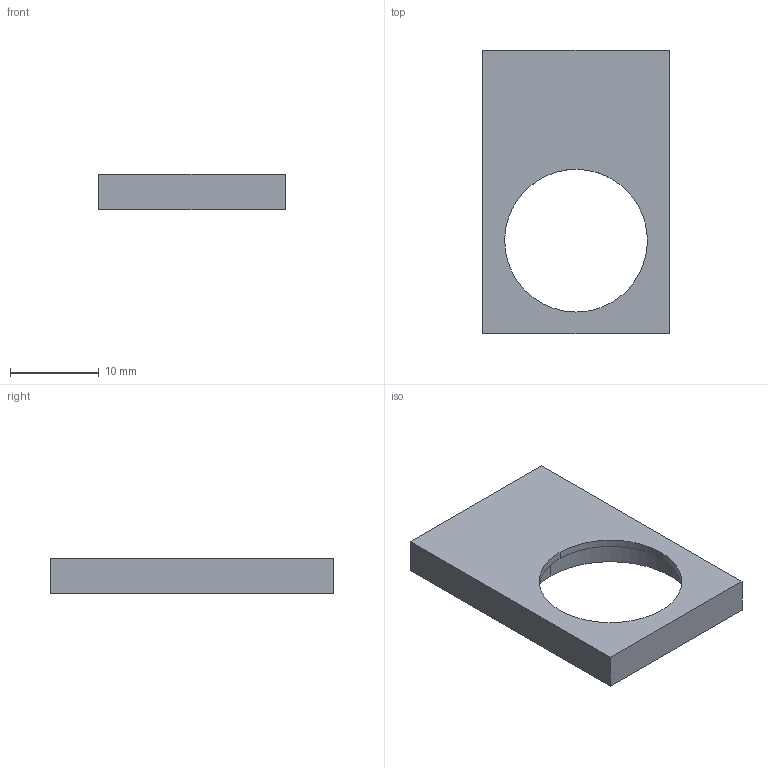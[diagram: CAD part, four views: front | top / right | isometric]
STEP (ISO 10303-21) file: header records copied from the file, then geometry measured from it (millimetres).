
FILE_DESCRIPTION(('STEP AP214'),'1');
FILE_NAME('cctmp_218267FC-B7D9-4DC0-ACEF-AC1D9A3FC7D1_2023_08_14_22_25_17_0054..stp','2023-08-14T20:25:17',('SIEMENS A&D'),('CADClick - www.CADClick.com'),'Spatial InterOp 3D postprocessed',' ','unknown authorization');
FILE_SCHEMA(('AUTOMOTIVE_DESIGN'));
Length unit declared in the file: millimetre
Products named in the file (1): 2023_08_14_22_25_17_0041
Bounding box: 21 x 32 x 4 mm (x, y, z)
Volume: 1509.1 mm3; surface area: 1680.3 mm2
Topology: 1 solids, 1 shells, 214 faces, 576 edges, 384 vertices
Faces by surface type: plane 118, bspline 96
Entity records: 11863 total; most frequent: CARTESIAN_POINT 6491, ORIENTED_EDGE 1152, DIRECTION 618, EDGE_CURVE 576, VERTEX_POINT 384, LINE 380, VECTOR 380, EDGE_LOOP 236
